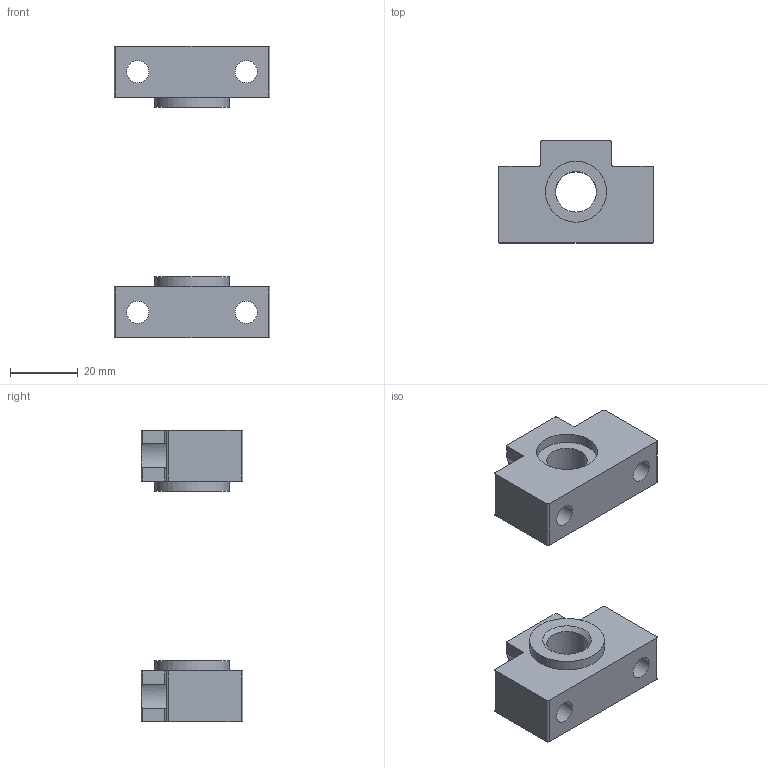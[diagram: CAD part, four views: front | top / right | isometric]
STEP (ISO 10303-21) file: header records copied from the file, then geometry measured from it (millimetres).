
FILE_DESCRIPTION(/* description */ ('STEP AP214'),/* implementation_level */ '2;1');
FILE_NAME(/* name */ '161874_CRLNZG-32',/* time_stamp */ '2024-08-08T18:53:26+02:00',/* author */ ('License CC BY-ND 4.0'),/* organization */ ('CADENAS'),/* preprocessor_version */ 'ST-DEVELOPER v19.3',/* originating_system */ 'PARTsolutions',/* authorisation */ ' ');
FILE_SCHEMA (('AUTOMOTIVE_DESIGN {1 0 10303 214 3 1 1}'));
Length unit declared in the file: millimetre
Products named in the file (2): 161874 CRLNZG-32; 161874 CRLNZG-32---(L)
Assembly tree (2 placements, depth 2):
  161874 CRLNZG-32
    161874 CRLNZG-32---(L)  x2
Bounding box: 46 x 30 x 86 mm (x, y, z)
Volume: 29851.6 mm3; surface area: 12276.6 mm2
Topology: 2 solids, 2 shells, 68 faces, 178 edges, 118 vertices
Faces by surface type: cylinder 38, plane 28, cone 2
Full cylindrical faces by diameter (mm): 6.6 x4, 12 x2, 18 x2, 22 x2
Entity records: 1349 total; most frequent: CARTESIAN_POINT 217, DIRECTION 180, ORIENTED_EDGE 166, EDGE_CURVE 83, AXIS2_PLACEMENT_3D 68, VERTEX_POINT 59, EDGE_LOOP 48, FACE_BOUND 48
